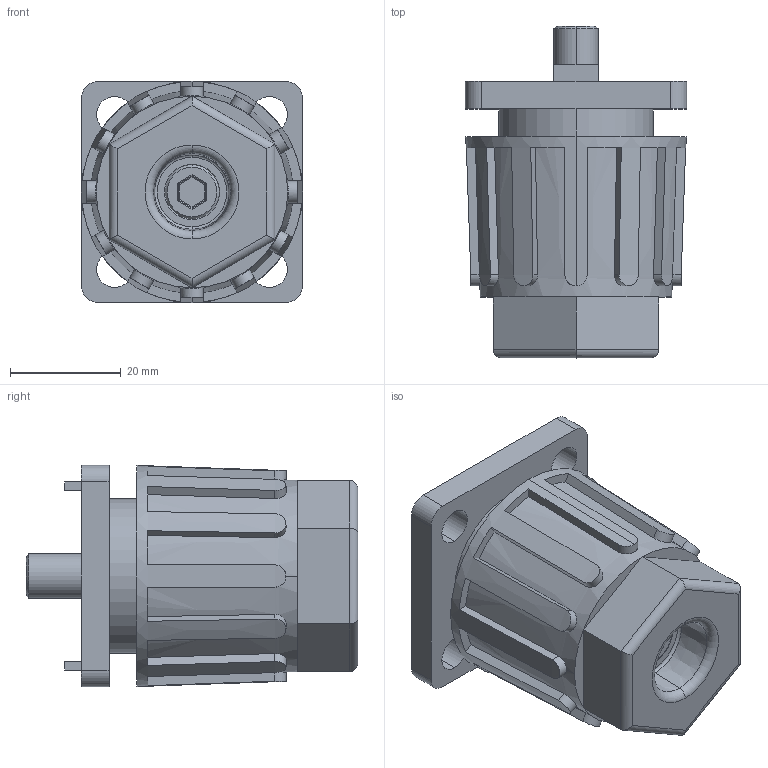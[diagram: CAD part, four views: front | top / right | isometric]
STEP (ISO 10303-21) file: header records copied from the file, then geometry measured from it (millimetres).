
FILE_DESCRIPTION (( 'STEP AP214' ), '1' );
FILE_NAME ('BASE08E1677-Pied réglable 8 PA.step', '2023-03-24T09:24:47', ( 'Altae' ), ( '' ), 'SwSTEP 2.0', 'SolidWorks 2021', '' );
FILE_SCHEMA (( 'AUTOMOTIVE_DESIGN' ));
Length unit declared in the file: millimetre
Products named in the file (4): BASE08E1677-Pied réglable 8 PA; 01^BASE08E1677-Pied réglable 8 PA; 03^BASE08E1677-Pied réglable 8 PA; 02^BASE08E1677-Pied réglable 8 PA
Assembly tree (3 placements, depth 2):
  BASE08E1677-Pied réglable 8 PA
    01^BASE08E1677-Pied réglable 8 PA
    02^BASE08E1677-Pied réglable 8 PA
    03^BASE08E1677-Pied réglable 8 PA
Bounding box: 40 x 60 x 40 mm (x, y, z)
Volume: 39857.7 mm3; surface area: 23289.4 mm2
Topology: 3 solids, 3 shells, 184 faces, 448 edges, 282 vertices
Faces by surface type: plane 98, cylinder 62, cone 18, torus 6
Entity records: 6236 total; most frequent: CARTESIAN_POINT 1842, ORIENTED_EDGE 896, DIRECTION 864, EDGE_CURVE 448, AXIS2_PLACEMENT_3D 320, VERTEX_POINT 282, VECTOR 224, LINE 224
